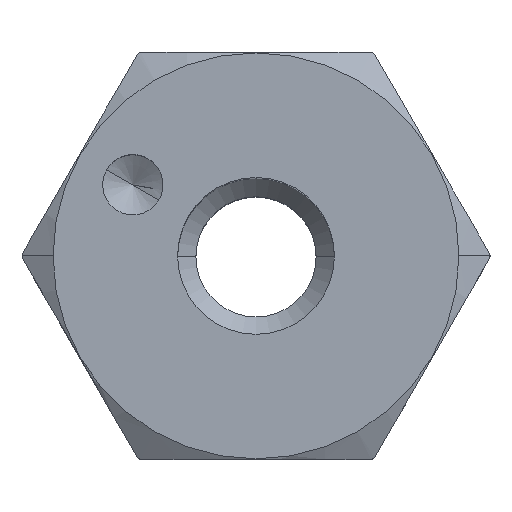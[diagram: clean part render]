
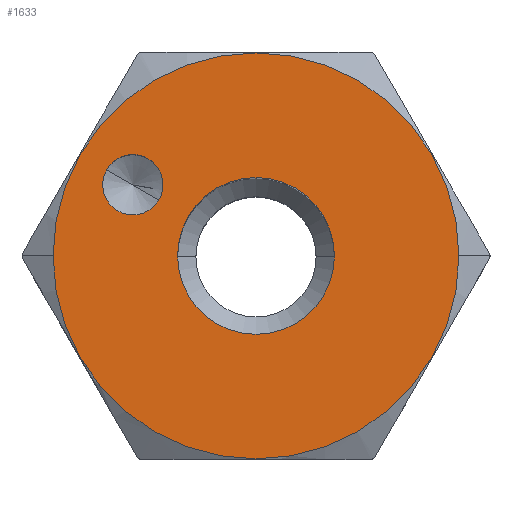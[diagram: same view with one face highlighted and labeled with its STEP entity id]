
A CAD part, top view. The second image highlights one B-rep face of the part: STEP entity #1633.
In plain terms, the highlighted planar face has unit normal (0, 0, 1).
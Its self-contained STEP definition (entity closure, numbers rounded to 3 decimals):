
#143=CARTESIAN_POINT('',(0.,0.,2.507));
#144=DIRECTION('',(0.,0.,1.));
#145=DIRECTION('',(1.,0.,0.));
#146=AXIS2_PLACEMENT_3D('',#143,#144,#145);
#481=CARTESIAN_POINT('',(0.,0.,2.507));
#482=DIRECTION('',(0.,0.,1.));
#483=DIRECTION('',(-1.,0.,0.));
#484=AXIS2_PLACEMENT_3D('',#481,#482,#483);
#679=CARTESIAN_POINT('',(0.,0.,2.507));
#680=DIRECTION('',(0.,0.,-1.));
#681=DIRECTION('',(1.,0.,0.));
#682=AXIS2_PLACEMENT_3D('',#679,#680,#681);
#684=CARTESIAN_POINT('',(0.,0.,2.507));
#685=DIRECTION('',(0.,0.,-1.));
#686=DIRECTION('',(-1.,0.,0.));
#687=AXIS2_PLACEMENT_3D('',#684,#685,#686);
#689=CARTESIAN_POINT('',(-2.425,1.4,2.507));
#690=DIRECTION('',(0.,0.,-1.));
#691=DIRECTION('',(0.866,-0.5,0.));
#692=AXIS2_PLACEMENT_3D('',#689,#690,#691);
#694=CARTESIAN_POINT('',(-2.425,1.4,2.507));
#695=DIRECTION('',(0.,0.,-1.));
#696=DIRECTION('',(-0.866,0.5,0.));
#697=AXIS2_PLACEMENT_3D('',#694,#695,#696);
#1236=CARTESIAN_POINT('',(1.544,0.,2.507));
#1237=CARTESIAN_POINT('',(-1.544,0.,2.507));
#1238=VERTEX_POINT('',#1236);
#1239=VERTEX_POINT('',#1237);
#1256=CARTESIAN_POINT('',(3.996,0.,2.507));
#1257=CARTESIAN_POINT('',(-3.996,0.,2.507));
#1258=VERTEX_POINT('',#1256);
#1259=VERTEX_POINT('',#1257);
#1296=CARTESIAN_POINT('',(-1.911,1.103,2.507));
#1297=CARTESIAN_POINT('',(-2.939,1.697,2.507));
#1298=VERTEX_POINT('',#1296);
#1299=VERTEX_POINT('',#1297);
#1612=CARTESIAN_POINT('',(0.,0.,2.507));
#1613=DIRECTION('',(0.,0.,1.));
#1614=DIRECTION('',(1.,0.,0.));
#1615=AXIS2_PLACEMENT_3D('',#1612,#1613,#1614);
#1616=PLANE('',#1615);
#1617=ORIENTED_EDGE('',*,*,#1406,.F.);
#1618=ORIENTED_EDGE('',*,*,#1539,.F.);
#1619=EDGE_LOOP('',(#1617,#1618));
#1620=FACE_OUTER_BOUND('',#1619,.F.);
#1622=ORIENTED_EDGE('',*,*,#1621,.F.);
#1624=ORIENTED_EDGE('',*,*,#1623,.F.);
#1625=EDGE_LOOP('',(#1622,#1624));
#1626=FACE_BOUND('',#1625,.F.);
#1628=ORIENTED_EDGE('',*,*,#1627,.F.);
#1630=ORIENTED_EDGE('',*,*,#1629,.F.);
#1631=EDGE_LOOP('',(#1628,#1630));
#1632=FACE_BOUND('',#1631,.F.);
#1633=ADVANCED_FACE('',(#1620,#1626,#1632),#1616,.T.);
#147=CIRCLE('',#146,3.996);
#485=CIRCLE('',#484,3.996);
#683=CIRCLE('',#682,1.544);
#688=CIRCLE('',#687,1.544);
#693=CIRCLE('',#692,0.594);
#698=CIRCLE('',#697,0.594);
#1406=EDGE_CURVE('',#1258,#1259,#147,.T.);
#1539=EDGE_CURVE('',#1259,#1258,#485,.T.);
#1621=EDGE_CURVE('',#1238,#1239,#683,.T.);
#1623=EDGE_CURVE('',#1239,#1238,#688,.T.);
#1627=EDGE_CURVE('',#1298,#1299,#693,.T.);
#1629=EDGE_CURVE('',#1299,#1298,#698,.T.);
